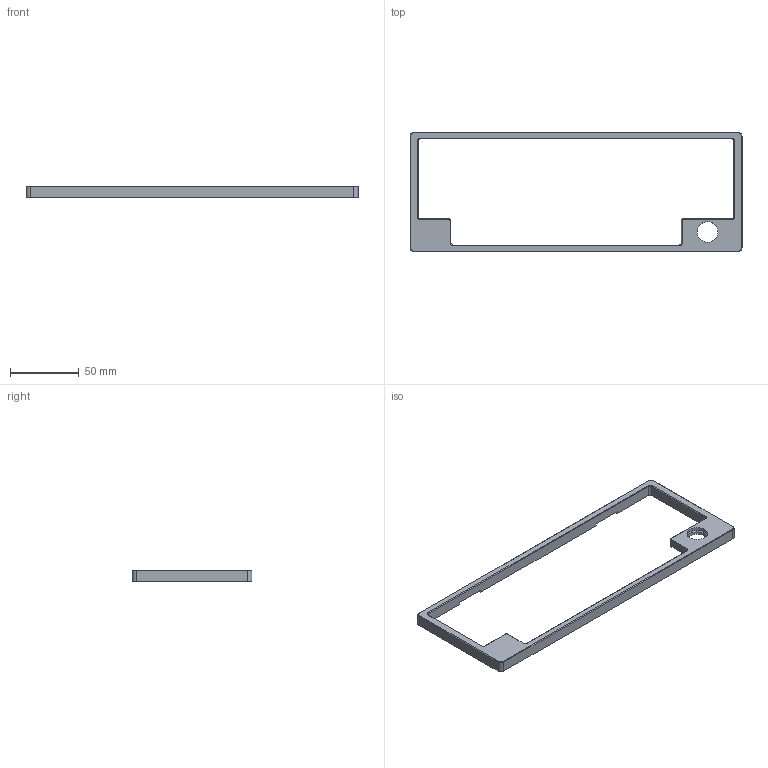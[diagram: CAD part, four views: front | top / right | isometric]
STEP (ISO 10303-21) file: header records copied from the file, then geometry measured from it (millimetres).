
FILE_DESCRIPTION(/* description */ ('','CAx-IF Rec.Pracs.---Representation and Presentation of Product Manufacturing Information (PMI)---4.0---2014-10-13'),/* implementation_level */ '2;1');
FILE_NAME(/* name */ 'smolhhkb_top.step',/* time_stamp */ '2025-01-24T21:12:20+01:00',/* author */ (''),/* organization */ (''),/* preprocessor_version */ 'ST-DEVELOPER v20',/* originating_system */ 'Autodesk Translation Framework v13.20.0.188',/* authorisation */ '');
FILE_SCHEMA (('AP242_MANAGED_MODEL_BASED_3D_ENGINEERING_MIM_LF { 1 0 10303 442 1 1 4 }'));
Length unit declared in the file: millimetre
Products named in the file (1): smolhhkb
Bounding box: 241.55 x 87.15 x 8.55 mm (x, y, z)
Volume: 33740 mm3; surface area: 19556 mm2
Topology: 1 solids, 1 shells, 97 faces, 249 edges, 158 vertices
Faces by surface type: plane 48, cylinder 36, cone 12, torus 1
Full cylindrical faces by diameter (mm): 2.075 x4, 15 x2
Entity records: 2989 total; most frequent: DIRECTION 532, CARTESIAN_POINT 505, ORIENTED_EDGE 498, EDGE_CURVE 249, AXIS2_PLACEMENT_3D 185, LINE 162, VECTOR 162, VERTEX_POINT 158
